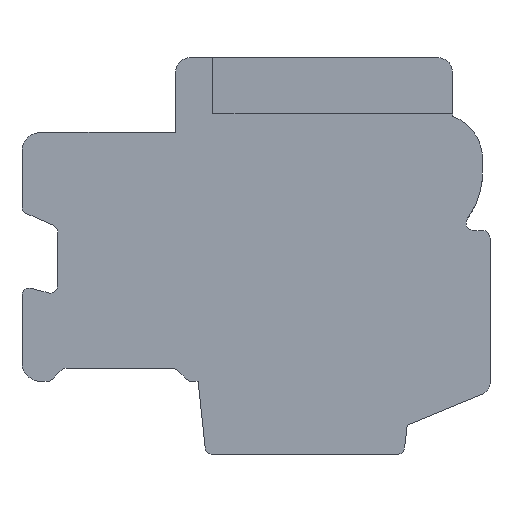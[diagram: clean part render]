
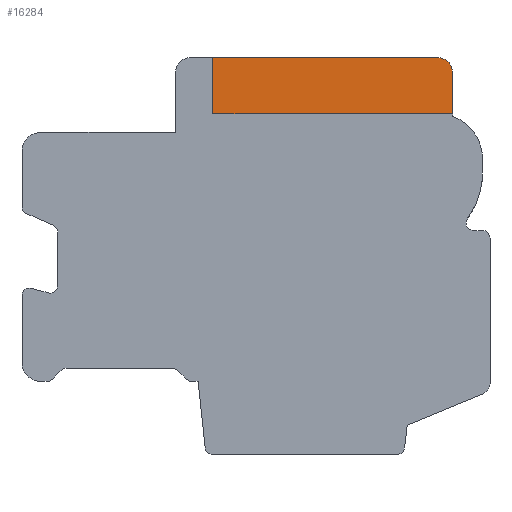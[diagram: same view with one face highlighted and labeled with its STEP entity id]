
A CAD part, front view. The second image highlights one B-rep face of the part: STEP entity #16284.
In plain terms, the highlighted planar face has unit normal (0, -1, 0).
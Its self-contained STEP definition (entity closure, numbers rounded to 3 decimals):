
#57=DIRECTION('',(-1.,0.,0.));
#58=VECTOR('',#57,6.);
#59=CARTESIAN_POINT('',(4.85,-93.5,5.3));
#60=LINE('',#59,#58);
#1057=CARTESIAN_POINT('',(4.85,-93.5,4.9));
#1058=DIRECTION('',(0.,1.,0.));
#1059=DIRECTION('',(0.,0.,1.));
#1060=AXIS2_PLACEMENT_3D('',#1057,#1058,#1059);
#1114=DIRECTION('',(0.,0.,-1.));
#1115=VECTOR('',#1114,1.1);
#1116=CARTESIAN_POINT('',(5.25,-93.5,4.9));
#1117=LINE('',#1116,#1115);
#4951=DIRECTION('',(0.,0.,1.));
#4952=VECTOR('',#4951,1.5);
#4953=CARTESIAN_POINT('',(-1.15,-93.5,3.8));
#4954=LINE('',#4953,#4952);
#4959=DIRECTION('',(-1.,0.,0.));
#4960=VECTOR('',#4959,6.4);
#4961=CARTESIAN_POINT('',(5.25,-93.5,3.8));
#4962=LINE('',#4961,#4960);
#10513=CARTESIAN_POINT('',(-1.15,-93.5,5.3));
#10515=VERTEX_POINT('',#10513);
#10517=CARTESIAN_POINT('',(4.85,-93.5,5.3));
#10518=VERTEX_POINT('',#10517);
#10519=CARTESIAN_POINT('',(5.25,-93.5,4.9));
#10520=VERTEX_POINT('',#10519);
#10521=CARTESIAN_POINT('',(5.25,-93.5,3.8));
#10522=VERTEX_POINT('',#10521);
#10525=CARTESIAN_POINT('',(-1.15,-93.5,3.8));
#10526=VERTEX_POINT('',#10525);
#16271=CARTESIAN_POINT('',(5.25,-93.5,3.8));
#16272=DIRECTION('',(0.,1.,0.));
#16273=DIRECTION('',(0.,0.,1.));
#16274=AXIS2_PLACEMENT_3D('',#16271,#16272,#16273);
#16275=PLANE('',#16274);
#16276=ORIENTED_EDGE('',*,*,#11415,.F.);
#16277=ORIENTED_EDGE('',*,*,#12412,.T.);
#16278=ORIENTED_EDGE('',*,*,#12486,.T.);
#16280=ORIENTED_EDGE('',*,*,#16279,.T.);
#16281=ORIENTED_EDGE('',*,*,#16263,.T.);
#16282=EDGE_LOOP('',(#16276,#16277,#16278,#16280,#16281));
#16283=FACE_OUTER_BOUND('',#16282,.F.);
#16284=ADVANCED_FACE('',(#16283),#16275,.F.);
#1061=CIRCLE('',#1060,0.4);
#11415=EDGE_CURVE('',#10518,#10515,#60,.T.);
#12412=EDGE_CURVE('',#10518,#10520,#1061,.T.);
#12486=EDGE_CURVE('',#10520,#10522,#1117,.T.);
#16263=EDGE_CURVE('',#10526,#10515,#4954,.T.);
#16279=EDGE_CURVE('',#10522,#10526,#4962,.T.);
